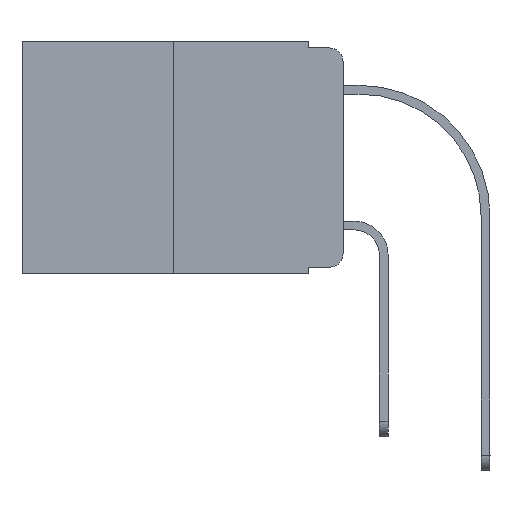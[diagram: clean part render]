
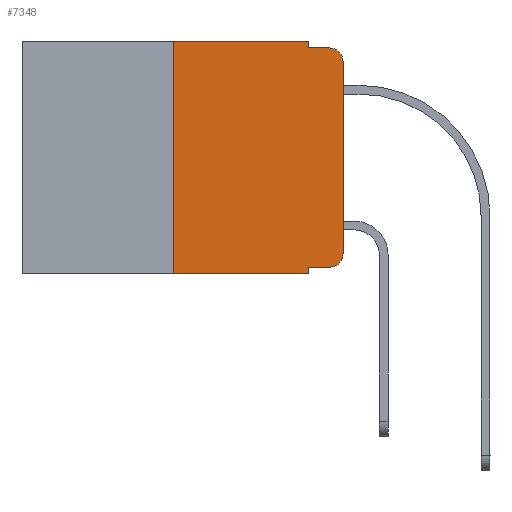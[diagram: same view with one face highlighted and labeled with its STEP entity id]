
A CAD part, left-side view. The second image highlights one B-rep face of the part: STEP entity #7348.
In plain terms, the highlighted planar face has unit normal (-1, 0, 0).
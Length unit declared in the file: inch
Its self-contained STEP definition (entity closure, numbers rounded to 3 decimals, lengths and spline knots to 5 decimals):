
#126 = VERTEX_POINT ( 'NONE', #12103 ) ;
#204 = CARTESIAN_POINT ( 'NONE',  ( 0., 0.473, -0.343 ) ) ;
#521 = CARTESIAN_POINT ( 'NONE',  ( 0., 0.051, -0.333 ) ) ;
#535 = CARTESIAN_POINT ( 'NONE',  ( 0., 0.051, -0.01 ) ) ;
#684 = DIRECTION ( 'NONE',  ( 0., -1., 0. ) ) ;
#1247 = VECTOR ( 'NONE', #7099, 39.37008 ) ;
#1440 = LINE ( 'NONE', #12423, #3701 ) ;
#1479 = DIRECTION ( 'NONE',  ( 0., 0., -1. ) ) ;
#1540 = CARTESIAN_POINT ( 'NONE',  ( 0., 0.473, 0. ) ) ;
#1656 = CARTESIAN_POINT ( 'NONE',  ( 0., 0.051, -0.333 ) ) ;
#1702 = PLANE ( 'NONE',  #12411 ) ;
#1773 = ORIENTED_EDGE ( 'NONE', *, *, #10639, .F. ) ;
#2060 = VECTOR ( 'NONE', #12225, 39.37008 ) ;
#2139 = DIRECTION ( 'NONE',  ( 0., 0., 1. ) ) ;
#2456 = ORIENTED_EDGE ( 'NONE', *, *, #10661, .T. ) ;
#2851 = EDGE_CURVE ( 'NONE', #12105, #8480, #8391, .T. ) ;
#2852 = CARTESIAN_POINT ( 'NONE',  ( 0., 0.02, -0.03 ) ) ;
#2854 = ORIENTED_EDGE ( 'NONE', *, *, #8101, .T. ) ;
#2947 = CARTESIAN_POINT ( 'NONE',  ( 0., 0.02, -0.333 ) ) ;
#3093 = LINE ( 'NONE', #9027, #9536 ) ;
#3435 = DIRECTION ( 'NONE',  ( 0., -1., 0. ) ) ;
#3564 = DIRECTION ( 'NONE',  ( 0., 0., -1. ) ) ;
#3701 = VECTOR ( 'NONE', #3564, 39.37008 ) ;
#3913 = VECTOR ( 'NONE', #684, 39.37008 ) ;
#3916 = VECTOR ( 'NONE', #3435, 39.37008 ) ;
#4006 = VERTEX_POINT ( 'NONE', #11858 ) ;
#4471 = DIRECTION ( 'NONE',  ( 0., 0., -1. ) ) ;
#4487 = ORIENTED_EDGE ( 'NONE', *, *, #6155, .F. ) ;
#4632 = VERTEX_POINT ( 'NONE', #12088 ) ;
#4693 = VERTEX_POINT ( 'NONE', #10063 ) ;
#4817 = ORIENTED_EDGE ( 'NONE', *, *, #9997, .T. ) ;
#5056 = LINE ( 'NONE', #204, #1247 ) ;
#5111 = LINE ( 'NONE', #11057, #11358 ) ;
#5196 = CARTESIAN_POINT ( 'NONE',  ( 0., 0.02, -0.01 ) ) ;
#5378 = VERTEX_POINT ( 'NONE', #2947 ) ;
#5451 = LINE ( 'NONE', #5571, #3916 ) ;
#5534 = LINE ( 'NONE', #1656, #7615 ) ;
#5571 = CARTESIAN_POINT ( 'NONE',  ( 0., 0.051, -0.01 ) ) ;
#5589 = ORIENTED_EDGE ( 'NONE', *, *, #10220, .T. ) ;
#5595 = LINE ( 'NONE', #1540, #3913 ) ;
#6039 = EDGE_CURVE ( 'NONE', #7332, #7218, #5451, .T. ) ;
#6155 = EDGE_CURVE ( 'NONE', #7805, #4693, #1440, .T. ) ;
#6199 = DIRECTION ( 'NONE',  ( 0., 0., -1. ) ) ;
#6325 = CARTESIAN_POINT ( 'NONE',  ( 0., 0.02, -0.313 ) ) ;
#6357 = ORIENTED_EDGE ( 'NONE', *, *, #6409, .F. ) ;
#6389 = EDGE_CURVE ( 'NONE', #12105, #4693, #5056, .T. ) ;
#6406 = DIRECTION ( 'NONE',  ( 1., 0., 0. ) ) ;
#6409 = EDGE_CURVE ( 'NONE', #4632, #7332, #5111, .T. ) ;
#6495 = DIRECTION ( 'NONE',  ( 0., -1., 0. ) ) ;
#6775 = AXIS2_PLACEMENT_3D ( 'NONE', #2852, #10740, #10618 ) ;
#7099 = DIRECTION ( 'NONE',  ( 0., -1., 0. ) ) ;
#7218 = VERTEX_POINT ( 'NONE', #5196 ) ;
#7332 = VERTEX_POINT ( 'NONE', #535 ) ;
#7348 = ADVANCED_FACE ( 'NONE', ( #11318 ), #1702, .F. ) ;
#7355 = DIRECTION ( 'NONE',  ( -1., 0., 0. ) ) ;
#7367 = CARTESIAN_POINT ( 'NONE',  ( 0., 0.473, 0. ) ) ;
#7555 = ORIENTED_EDGE ( 'NONE', *, *, #2851, .F. ) ;
#7615 = VECTOR ( 'NONE', #6495, 39.37008 ) ;
#7805 = VERTEX_POINT ( 'NONE', #521 ) ;
#8100 = CARTESIAN_POINT ( 'NONE',  ( 0., 0.25, 0. ) ) ;
#8101 = EDGE_CURVE ( 'NONE', #4006, #126, #3093, .T. ) ;
#8342 = ORIENTED_EDGE ( 'NONE', *, *, #6039, .F. ) ;
#8391 = LINE ( 'NONE', #12285, #2060 ) ;
#8480 = VERTEX_POINT ( 'NONE', #8100 ) ;
#8574 = CARTESIAN_POINT ( 'NONE',  ( 0., 0.25, -0.343 ) ) ;
#8644 = CIRCLE ( 'NONE', #9481, 0.02 ) ;
#8679 = ORIENTED_EDGE ( 'NONE', *, *, #6389, .T. ) ;
#9027 = CARTESIAN_POINT ( 'NONE',  ( 0., 0., 0. ) ) ;
#9481 = AXIS2_PLACEMENT_3D ( 'NONE', #6325, #7355, #6199 ) ;
#9536 = VECTOR ( 'NONE', #2139, 39.37008 ) ;
#9997 = EDGE_CURVE ( 'NONE', #126, #7218, #12365, .T. ) ;
#10063 = CARTESIAN_POINT ( 'NONE',  ( 0., 0.051, -0.343 ) ) ;
#10220 = EDGE_CURVE ( 'NONE', #5378, #4006, #8644, .T. ) ;
#10618 = DIRECTION ( 'NONE',  ( 0., 0., -1. ) ) ;
#10639 = EDGE_CURVE ( 'NONE', #8480, #4632, #5595, .T. ) ;
#10661 = EDGE_CURVE ( 'NONE', #7805, #5378, #5534, .T. ) ;
#10740 = DIRECTION ( 'NONE',  ( -1., 0., 0. ) ) ;
#11057 = CARTESIAN_POINT ( 'NONE',  ( 0., 0.051, 0. ) ) ;
#11318 = FACE_OUTER_BOUND ( 'NONE', #12591, .T. ) ;
#11358 = VECTOR ( 'NONE', #1479, 39.37008 ) ;
#11858 = CARTESIAN_POINT ( 'NONE',  ( 0., 0., -0.313 ) ) ;
#12088 = CARTESIAN_POINT ( 'NONE',  ( 0., 0.051, 0. ) ) ;
#12103 = CARTESIAN_POINT ( 'NONE',  ( 0., 0., -0.03 ) ) ;
#12105 = VERTEX_POINT ( 'NONE', #8574 ) ;
#12225 = DIRECTION ( 'NONE',  ( 0., 0., 1. ) ) ;
#12285 = CARTESIAN_POINT ( 'NONE',  ( 0., 0.25, 0. ) ) ;
#12365 = CIRCLE ( 'NONE', #6775, 0.02 ) ;
#12411 = AXIS2_PLACEMENT_3D ( 'NONE', #7367, #6406, #4471 ) ;
#12423 = CARTESIAN_POINT ( 'NONE',  ( 0., 0.051, 0. ) ) ;
#12591 = EDGE_LOOP ( 'NONE', ( #2854, #4817, #8342, #6357, #1773, #7555, #8679, #4487, #2456, #5589 ) ) ;
